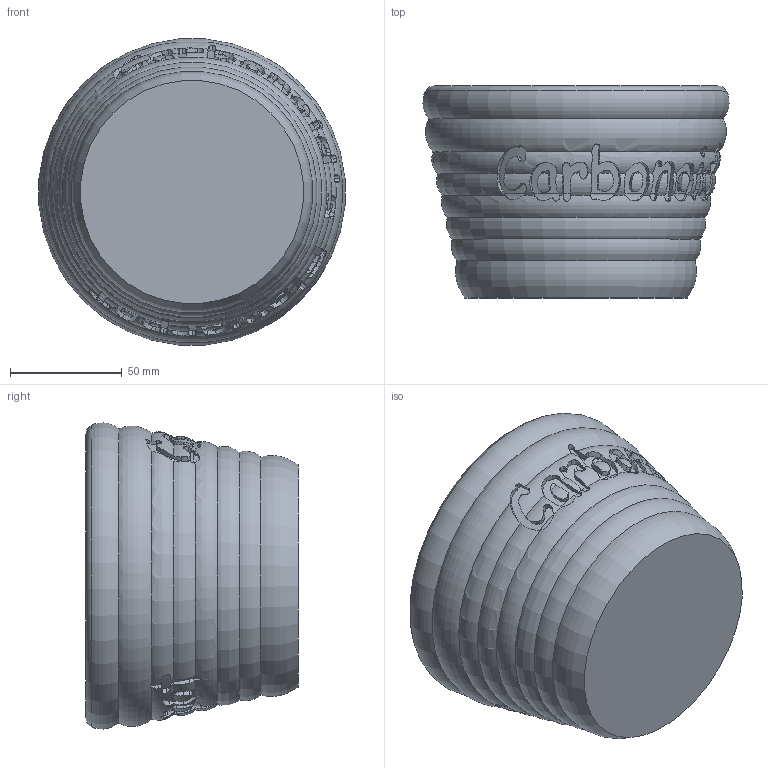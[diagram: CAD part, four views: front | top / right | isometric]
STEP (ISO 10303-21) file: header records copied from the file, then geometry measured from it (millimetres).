
FILE_DESCRIPTION(/* description */ (''),/* implementation_level */ '2;1');
FILE_NAME(/* name */ 'Carbonoid''s_Flowerpot.step',/* time_stamp */ '2018-06-10T16:47:34+02:00',/* author */ (''),/* organization */ (''),/* preprocessor_version */ 'ST-DEVELOPER v17',/* originating_system */ 'Autodesk Translation Framework v7.1.0.215',/* authorisation */ '');
FILE_SCHEMA (('AUTOMOTIVE_DESIGN { 1 0 10303 214 3 1 1 }'));
Products named in the file (2): Carbonoid's_Flowerpot; Carbonoid's_Flowerpot_1
Bounding box: 136.95 x 94.87 x 136.95 mm (x, y, z)
Volume: 271805.8 mm3; surface area: 88161.7 mm2
Topology: 1 solids, 1 shells, 545 faces, 1602 edges, 1068 vertices
Faces by surface type: bspline 433, torus 57, cylinder 22, cone 22, plane 11
Full cylindrical faces by diameter (mm): 120 x1
Entity records: 37352 total; most frequent: CARTESIAN_POINT 25919, ORIENTED_EDGE 3204, EDGE_CURVE 1602, VERTEX_POINT 1068, B_SPLINE_CURVE_WITH_KNOTS 1013, DIRECTION 950, EDGE_LOOP 554, FACE_OUTER_BOUND 545
